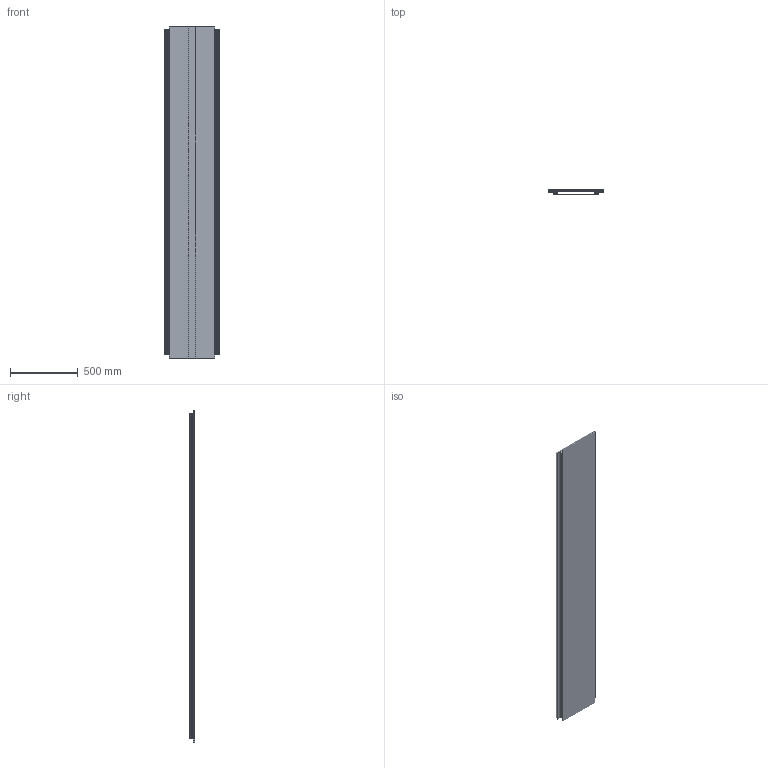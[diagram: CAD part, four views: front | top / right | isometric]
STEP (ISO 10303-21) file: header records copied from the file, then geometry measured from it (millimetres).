
FILE_DESCRIPTION (( 'STEP AP214' ), '1' );
FILE_NAME ('7424044.STEP', '2019-12-02T14:10:59', ( '' ), ( '' ), 'SwSTEP 2.0', 'SolidWorks 2018', '' );
FILE_SCHEMA (( 'AUTOMOTIVE_DESIGN' ));
Length unit declared in the file: millimetre
Products named in the file (14): 7424044; 43172B_Standard; 43938B_39400970; 32812b_Standard; P_30700584_4_Standard; 43931C_Standard; P_43939AA_1_33076320 - 205mm; 40738A_39409465 40x140; 35104333_Standard; 43423F_verdr…kt; 40731F_Standard; 35083B_Standard; 40737C_Standard; 35104457_Standard
Assembly tree (46 placements, depth 3):
  7424044
    40738A_39409465 40x140  x2
      43423F_verdr…kt
      P_43939AA_1_33076320 - 205mm
    32812b_Standard  x2
    40737C_Standard  x3
      43931C_Standard
      P_30700584_4_Standard
    40731F_Standard  x3
      43938B_39400970
      43172B_Standard
      35104333_Standard
      35083B_Standard
    35104457_Standard  x18
Bounding box: 402.9 x 38.5 x 2450 mm (x, y, z)
Volume: 6005287 mm3; surface area: 6245087.7 mm2
Topology: 72 solids, 72 shells, 8923 faces, 22461 edges, 13853 vertices
Faces by surface type: plane 3135, cylinder 2269, bspline 1674, torus 1098, cone 531, sphere 216
Entity records: 36844 total; most frequent: CARTESIAN_POINT 12486, ORIENTED_EDGE 4524, DIRECTION 4157, EDGE_CURVE 2262, AXIS2_PLACEMENT_3D 1434, VERTEX_POINT 1427, LINE 1289, VECTOR 1289
